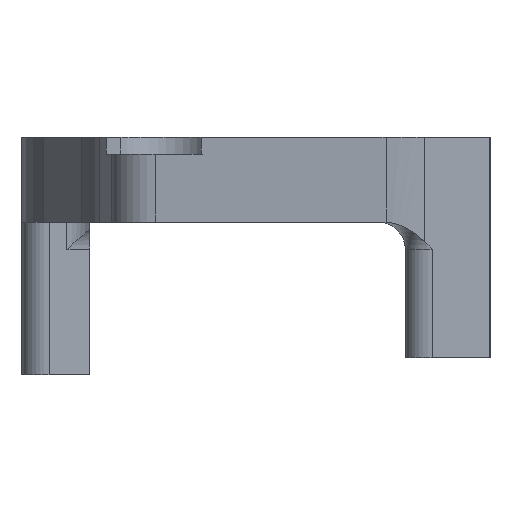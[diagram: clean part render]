
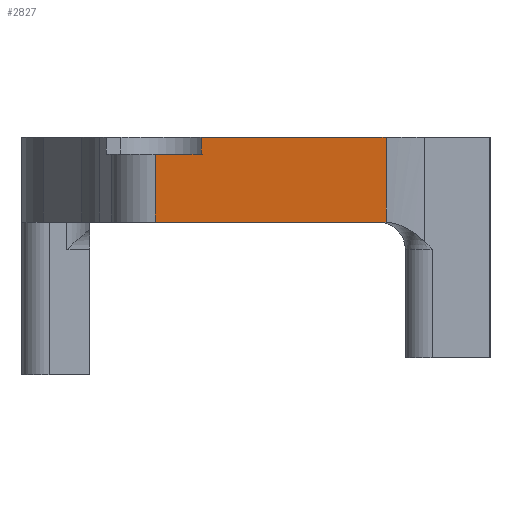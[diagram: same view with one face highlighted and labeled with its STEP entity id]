
A CAD part, left-side view. The second image highlights one B-rep face of the part: STEP entity #2827.
In plain terms, the highlighted planar face has unit normal (-0.994, 0.114, 0).
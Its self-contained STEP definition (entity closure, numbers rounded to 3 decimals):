
#473=B_SPLINE_CURVE_WITH_KNOTS('',3,(#4206,#4207,#4208,#4209),
 .UNSPECIFIED.,.F.,.F.,(4,4),(0.128,0.134),
 .UNSPECIFIED.);
#773=FACE_OUTER_BOUND('',#902,.T.);
#902=EDGE_LOOP('',(#2107,#2108,#2109,#2110,#2111,#2112,#2113));
#1059=LINE('',#4191,#1274);
#1060=LINE('',#4196,#1275);
#1062=LINE('',#4202,#1277);
#1063=LINE('',#4204,#1278);
#1064=LINE('',#4211,#1279);
#1065=LINE('',#4212,#1280);
#1274=VECTOR('',#3347,10.);
#1275=VECTOR('',#3352,10.);
#1277=VECTOR('',#3358,10.);
#1278=VECTOR('',#3359,10.);
#1279=VECTOR('',#3360,10.);
#1280=VECTOR('',#3361,10.);
#1492=VERTEX_POINT('',#4187);
#1493=VERTEX_POINT('',#4189);
#1494=VERTEX_POINT('',#4193);
#1497=VERTEX_POINT('',#4201);
#1498=VERTEX_POINT('',#4203);
#1499=VERTEX_POINT('',#4205);
#1500=VERTEX_POINT('',#4210);
#1733=EDGE_CURVE('',#1492,#1493,#1059,.T.);
#1735=EDGE_CURVE('',#1493,#1494,#1060,.T.);
#1738=EDGE_CURVE('',#1494,#1497,#1062,.T.);
#1739=EDGE_CURVE('',#1498,#1497,#1063,.T.);
#1740=EDGE_CURVE('',#1498,#1499,#473,.F.);
#1741=EDGE_CURVE('',#1500,#1499,#1064,.T.);
#1742=EDGE_CURVE('',#1492,#1500,#1065,.T.);
#2107=ORIENTED_EDGE('',*,*,#1733,.T.);
#2108=ORIENTED_EDGE('',*,*,#1735,.T.);
#2109=ORIENTED_EDGE('',*,*,#1738,.T.);
#2110=ORIENTED_EDGE('',*,*,#1739,.F.);
#2111=ORIENTED_EDGE('',*,*,#1740,.T.);
#2112=ORIENTED_EDGE('',*,*,#1741,.F.);
#2113=ORIENTED_EDGE('',*,*,#1742,.F.);
#2766=PLANE('',#2989);
#2827=ADVANCED_FACE('',(#773),#2766,.T.);
#2989=AXIS2_PLACEMENT_3D('',#4200,#3356,#3357);
#3347=DIRECTION('',(0.,0.,-1.));
#3352=DIRECTION('',(0.114,0.994,0.));
#3356=DIRECTION('center_axis',(-0.994,0.114,0.));
#3357=DIRECTION('ref_axis',(0.114,0.994,0.));
#3358=DIRECTION('',(0.,0.,-1.));
#3359=DIRECTION('',(0.114,0.994,0.));
#3360=DIRECTION('',(0.,0.,-1.));
#3361=DIRECTION('',(-0.114,-0.994,0.));
#4187=CARTESIAN_POINT('',(-23.312,-0.183,0.));
#4189=CARTESIAN_POINT('',(-23.312,-0.183,-0.5));
#4191=CARTESIAN_POINT('',(-23.312,-0.183,0.));
#4193=CARTESIAN_POINT('',(-23.157,1.17,-0.5));
#4196=CARTESIAN_POINT('',(-23.579,-2.515,-0.5));
#4200=CARTESIAN_POINT('Origin',(-24.,-6.2,0.));
#4201=CARTESIAN_POINT('',(-23.157,1.17,-2.5));
#4202=CARTESIAN_POINT('',(-23.157,1.17,0.));
#4203=CARTESIAN_POINT('',(-23.929,-5.576,-2.5));
#4204=CARTESIAN_POINT('',(-23.157,1.17,-2.5));
#4205=CARTESIAN_POINT('',(-23.935,-5.634,-2.501));
#4206=CARTESIAN_POINT('Ctrl Pts',(-23.935,-5.634,-2.501));
#4207=CARTESIAN_POINT('Ctrl Pts',(-23.933,-5.614,-2.5));
#4208=CARTESIAN_POINT('Ctrl Pts',(-23.931,-5.595,-2.5));
#4209=CARTESIAN_POINT('Ctrl Pts',(-23.929,-5.576,-2.5));
#4210=CARTESIAN_POINT('',(-23.935,-5.634,0.));
#4211=CARTESIAN_POINT('',(-23.935,-5.634,0.));
#4212=CARTESIAN_POINT('',(-23.157,1.17,0.));
